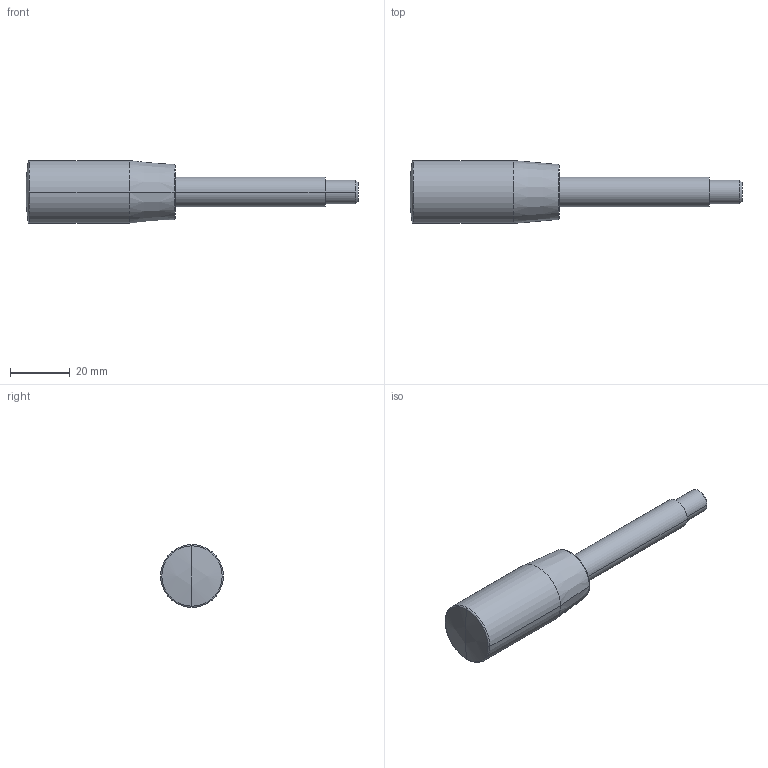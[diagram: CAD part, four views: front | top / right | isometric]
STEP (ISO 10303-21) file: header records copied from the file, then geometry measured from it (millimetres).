
FILE_DESCRIPTION(('STEP AP214'),'1');
FILE_NAME(' ',' ',('TraceParts'),('TraceParts S.A.'),'XStep 1.0',' ',' ');
FILE_SCHEMA(('automotive_design'));
Length unit declared in the file: millimetre
Products named in the file (1): 1
Bounding box: 110.91 x 21 x 21 mm (x, y, z)
Volume: 20983.5 mm3; surface area: 5608.4 mm2
Topology: 1 solids, 1 shells, 19 faces, 41 edges, 26 vertices
Faces by surface type: cylinder 6, torus 4, cone 4, plane 3, sphere 2
Entity records: 549 total; most frequent: DIRECTION 112, CARTESIAN_POINT 87, ORIENTED_EDGE 82, AXIS2_PLACEMENT_3D 51, EDGE_CURVE 41, CIRCLE 31, VERTEX_POINT 26, EDGE_LOOP 21
